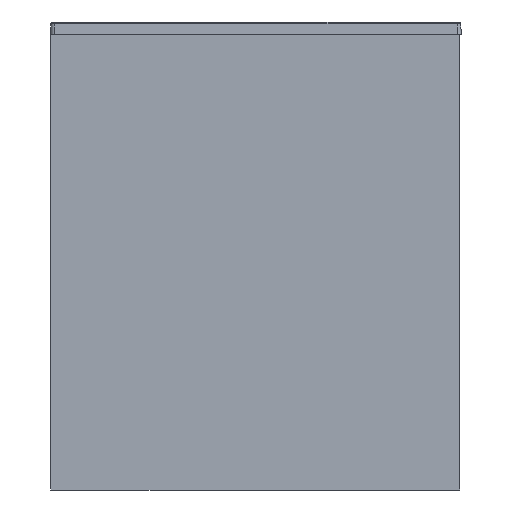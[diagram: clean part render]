
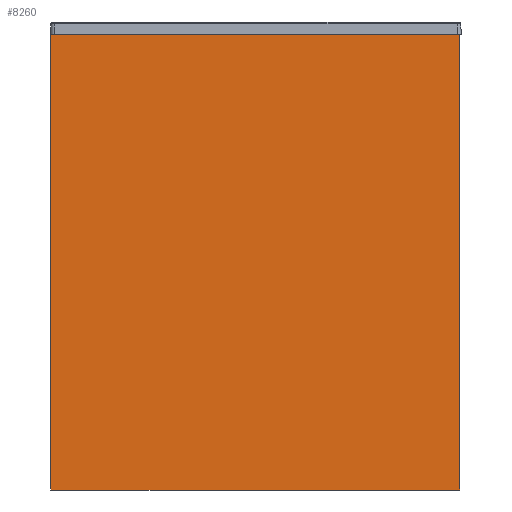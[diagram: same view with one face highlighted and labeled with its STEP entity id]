
A CAD part, left-side view. The second image highlights one B-rep face of the part: STEP entity #8260.
In plain terms, the highlighted planar face has unit normal (-1, 0, 0).
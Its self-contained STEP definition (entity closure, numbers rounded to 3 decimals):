
#900=FACE_OUTER_BOUND('',#1415,.T.);
#1415=EDGE_LOOP('',(#6700,#6701,#6702,#6703));
#2286=LINE('',#12717,#3158);
#2289=LINE('',#12723,#3161);
#2292=LINE('',#12729,#3164);
#2295=LINE('',#12733,#3167);
#3158=VECTOR('',#10556,1.);
#3161=VECTOR('',#10561,1.);
#3164=VECTOR('',#10566,1.);
#3167=VECTOR('',#10571,1.);
#3822=VERTEX_POINT('',#12714);
#3823=VERTEX_POINT('',#12716);
#3825=VERTEX_POINT('',#12722);
#3827=VERTEX_POINT('',#12728);
#4816=EDGE_CURVE('',#3823,#3822,#2286,.T.);
#4819=EDGE_CURVE('',#3825,#3823,#2289,.T.);
#4822=EDGE_CURVE('',#3827,#3825,#2292,.T.);
#4825=EDGE_CURVE('',#3822,#3827,#2295,.T.);
#6700=ORIENTED_EDGE('',*,*,#4825,.T.);
#6701=ORIENTED_EDGE('',*,*,#4822,.T.);
#6702=ORIENTED_EDGE('',*,*,#4819,.T.);
#6703=ORIENTED_EDGE('',*,*,#4816,.T.);
#7857=PLANE('',#8911);
#8260=ADVANCED_FACE('',(#900),#7857,.T.);
#8911=AXIS2_PLACEMENT_3D('',#12735,#10574,#10575);
#10556=DIRECTION('',(0.,0.,1.));
#10561=DIRECTION('',(0.,-1.,0.));
#10566=DIRECTION('',(0.,0.,-1.));
#10571=DIRECTION('',(0.,1.,0.));
#10574=DIRECTION('center_axis',(-1.,0.,0.));
#10575=DIRECTION('ref_axis',(0.,0.,1.));
#12714=CARTESIAN_POINT('',(-203.621,-576.126,490.));
#12716=CARTESIAN_POINT('',(-203.621,-576.126,-10.));
#12717=CARTESIAN_POINT('',(-203.621,-576.126,-10.));
#12722=CARTESIAN_POINT('',(-203.621,-127.126,-10.));
#12723=CARTESIAN_POINT('',(-203.621,-127.126,-10.));
#12728=CARTESIAN_POINT('',(-203.621,-127.126,490.));
#12729=CARTESIAN_POINT('',(-203.621,-127.126,490.));
#12733=CARTESIAN_POINT('',(-203.621,-576.126,490.));
#12735=CARTESIAN_POINT('Origin',(-203.621,-351.626,240.));
